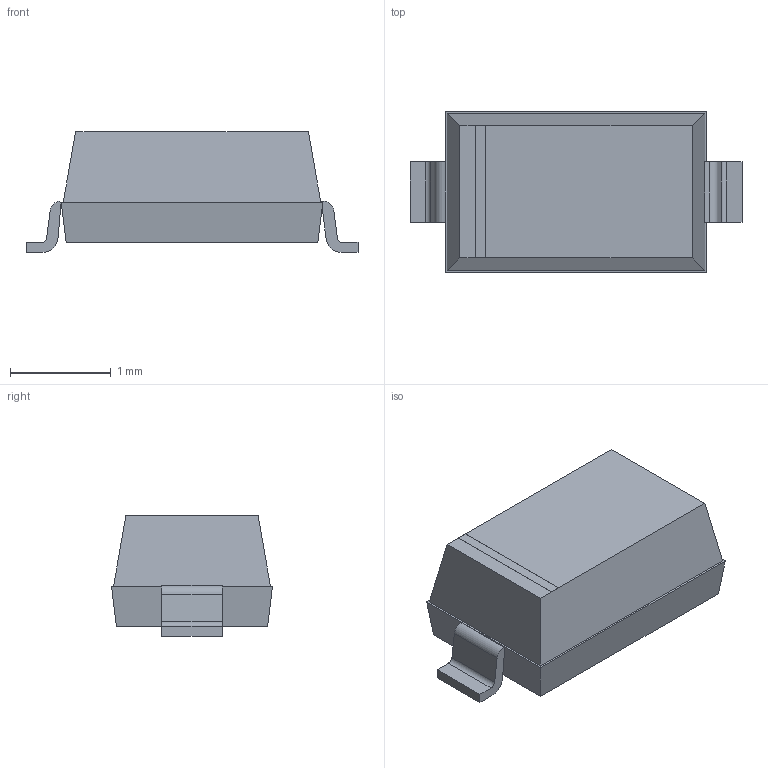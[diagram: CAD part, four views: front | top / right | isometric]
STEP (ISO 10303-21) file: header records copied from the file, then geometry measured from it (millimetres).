
FILE_DESCRIPTION (( 'STEP AP214' ), '1' );
FILE_NAME ('User Library-SOD-123 CASE 425-04.STEP', '2021-04-11T05:21:47', ( '' ), ( '' ), 'SwSTEP 2.0', 'SolidWorks 2020', '' );
FILE_SCHEMA (( 'AUTOMOTIVE_DESIGN' ));
Length unit declared in the file: millimetre
Products named in the file (3): User Library-SOD-123 CASE 425-04; 2; 1
Assembly tree (2 placements, depth 2):
  User Library-SOD-123 CASE 425-04
    1
    2
Bounding box: 3.3 x 1.6 x 1.2 mm (x, y, z)
Volume: 4.1 mm3; surface area: 17.8 mm2
Topology: 2 solids, 2 shells, 40 faces, 99 edges, 64 vertices
Faces by surface type: plane 34, cylinder 6
Entity records: 1717 total; most frequent: CARTESIAN_POINT 208, DIRECTION 201, ORIENTED_EDGE 198, EDGE_CURVE 99, VECTOR 87, LINE 87, VERTEX_POINT 64, AXIS2_PLACEMENT_3D 57
